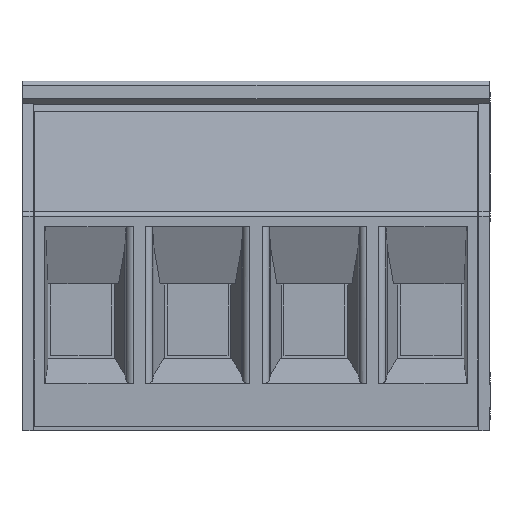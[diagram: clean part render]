
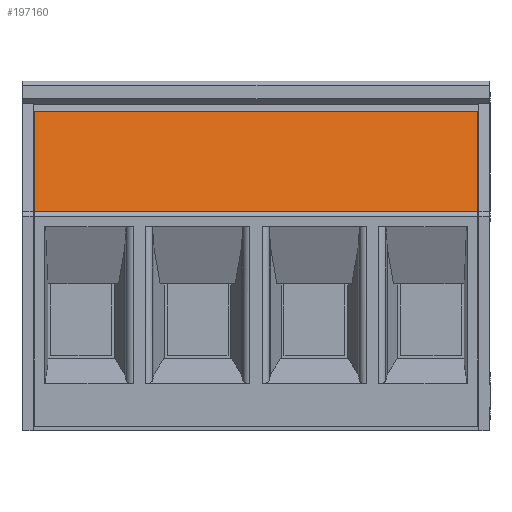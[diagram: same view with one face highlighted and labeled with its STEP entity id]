
A CAD part, front view. The second image highlights one B-rep face of the part: STEP entity #197160.
In plain terms, the highlighted face is planar.
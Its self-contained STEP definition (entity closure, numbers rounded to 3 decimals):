
#87460=CARTESIAN_POINT('',(-17.25,31.378,
56.41));
#87470=VERTEX_POINT('',#87460);
#87500=CARTESIAN_POINT('',(-15.697,22.566,
56.41));
#87510=DIRECTION('',(-0.174,0.985,0.));
#87520=VECTOR('',#87510,1.);
#87530=LINE('',#87500,#87520);
#87540=CARTESIAN_POINT('',(-16.492,27.078,
56.41));
#87550=VERTEX_POINT('',#87540);
#87560=EDGE_CURVE('',#87550,#87470,#87530,.T.);
#145930=CARTESIAN_POINT('',(-16.492,27.078,
37.41));
#145940=VERTEX_POINT('',#145930);
#145970=CARTESIAN_POINT('',(-15.697,22.566,
37.41));
#145980=DIRECTION('',(0.174,-0.985,0.));
#145990=VECTOR('',#145980,1.);
#146000=LINE('',#145970,#145990);
#146010=CARTESIAN_POINT('',(-17.25,31.378,
37.41));
#146020=VERTEX_POINT('',#146010);
#146030=EDGE_CURVE('',#146020,#145940,#146000,.T.);
#185600=CARTESIAN_POINT('',(-16.492,27.078,
-1.6));
#185610=DIRECTION('',(0.,0.,1.));
#185620=VECTOR('',#185610,1.);
#185630=LINE('',#185600,#185620);
#185640=EDGE_CURVE('',#145940,#87550,#185630,.T.);
#196870=CARTESIAN_POINT('',(-17.25,31.378,
-1.6));
#196880=DIRECTION('',(0.,0.,-1.));
#196890=VECTOR('',#196880,1.);
#196900=LINE('',#196870,#196890);
#196910=EDGE_CURVE('',#87470,#146020,#196900,.T.);
#197050=CARTESIAN_POINT('',(-17.221,31.213,
20.685));
#197060=DIRECTION('',(0.985,0.174,
0.));
#197070=DIRECTION('',(0.174,-0.985,
0.));
#197080=AXIS2_PLACEMENT_3D('',#197050,#197060,#197070);
#197090=PLANE('',#197080);
#197100=ORIENTED_EDGE('',*,*,#87560,.F.);
#197110=ORIENTED_EDGE('',*,*,#196910,.F.);
#197120=ORIENTED_EDGE('',*,*,#146030,.F.);
#197130=ORIENTED_EDGE('',*,*,#185640,.F.);
#197140=EDGE_LOOP('',(#197130,#197120,#197110,#197100));
#197150=FACE_OUTER_BOUND('',#197140,.T.);
#197160=ADVANCED_FACE('',(#197150),#197090,.T.);
